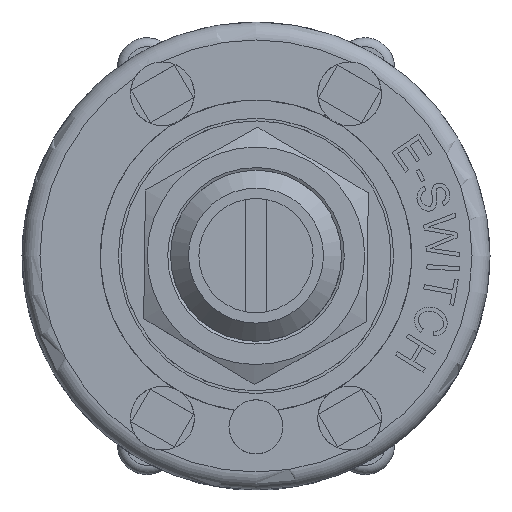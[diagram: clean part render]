
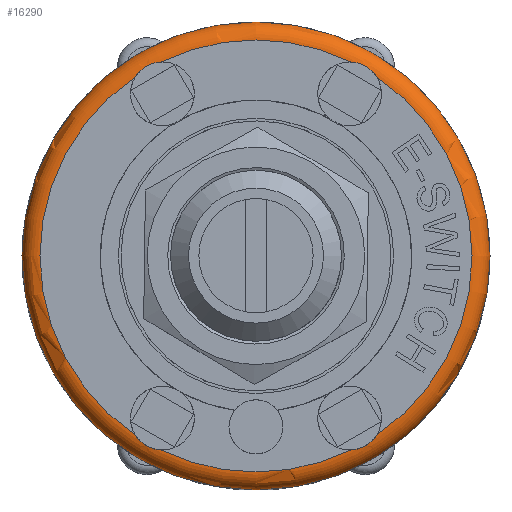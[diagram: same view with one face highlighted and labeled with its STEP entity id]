
A CAD part, top view. The second image highlights one B-rep face of the part: STEP entity #16290.
In plain terms, the highlighted toroidal (fillet/blend) face has major radius 12 mm and minor radius 1 mm.
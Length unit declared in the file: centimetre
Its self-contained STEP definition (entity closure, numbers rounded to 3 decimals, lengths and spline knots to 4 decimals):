
#26=TOROIDAL_SURFACE('',#17229,1.2,0.1);
#683=B_SPLINE_CURVE_WITH_KNOTS('',3,(#27921,#27922,#27923,#27924,#27925,
#27926,#27927,#27928,#27929,#27930,#27931,#27932),.UNSPECIFIED.,.F.,.F.,
(4,2,2,2,2,4),(-0.2692,-0.2446,-0.216,
-0.1921,-0.1645,-0.1357),.UNSPECIFIED.);
#684=B_SPLINE_CURVE_WITH_KNOTS('',3,(#27944,#27945,#27946,#27947,#27948,
#27949,#27950,#27951,#27952,#27953,#27954,#27955),.UNSPECIFIED.,.F.,.F.,
(4,2,2,2,2,4),(-0.2692,-0.2446,-0.216,
-0.1921,-0.1645,-0.1357),.UNSPECIFIED.);
#685=B_SPLINE_CURVE_WITH_KNOTS('',3,(#27972,#27973,#27974,#27975,#27976,
#27977,#27978,#27979,#27980,#27981,#27982,#27983),.UNSPECIFIED.,.F.,.F.,
(4,2,2,2,2,4),(-0.2692,-0.2446,-0.216,
-0.1921,-0.1645,-0.1357),.UNSPECIFIED.);
#686=B_SPLINE_CURVE_WITH_KNOTS('',3,(#28005,#28006,#28007,#28008,#28009,
#28010,#28011,#28012,#28013,#28014,#28015,#28016),.UNSPECIFIED.,.F.,.F.,
(4,2,2,2,2,4),(-0.2692,-0.2446,-0.216,
-0.1921,-0.1645,-0.1357),.UNSPECIFIED.);
#1596=FACE_OUTER_BOUND('',#2559,.T.);
#2559=EDGE_LOOP('',(#14574,#14575,#14576,#14577,#14578,#14579,#14580,#14581,
#14582,#14583,#14584,#14585));
#6268=CIRCLE('',#17182,1.3);
#6295=CIRCLE('',#17230,0.1);
#6296=CIRCLE('',#17231,1.2);
#6297=CIRCLE('',#17232,1.2);
#6298=CIRCLE('',#17233,1.2);
#6299=CIRCLE('',#17234,1.2);
#6300=CIRCLE('',#17235,1.2);
#7803=VERTEX_POINT('',#27883);
#7811=VERTEX_POINT('',#27919);
#7812=VERTEX_POINT('',#27920);
#7815=VERTEX_POINT('',#27942);
#7816=VERTEX_POINT('',#27943);
#7821=VERTEX_POINT('',#27970);
#7822=VERTEX_POINT('',#27971);
#7829=VERTEX_POINT('',#28003);
#7830=VERTEX_POINT('',#28004);
#7833=VERTEX_POINT('',#28026);
#10096=EDGE_CURVE('',#7803,#7803,#6268,.T.);
#10114=EDGE_CURVE('',#7811,#7812,#683,.T.);
#10120=EDGE_CURVE('',#7815,#7816,#684,.T.);
#10128=EDGE_CURVE('',#7821,#7822,#685,.T.);
#10138=EDGE_CURVE('',#7829,#7830,#686,.T.);
#10144=EDGE_CURVE('',#7803,#7833,#6295,.T.);
#10145=EDGE_CURVE('',#7833,#7821,#6296,.T.);
#10146=EDGE_CURVE('',#7822,#7815,#6297,.T.);
#10147=EDGE_CURVE('',#7816,#7811,#6298,.T.);
#10148=EDGE_CURVE('',#7812,#7829,#6299,.T.);
#10149=EDGE_CURVE('',#7830,#7833,#6300,.T.);
#14574=ORIENTED_EDGE('',*,*,#10096,.T.);
#14575=ORIENTED_EDGE('',*,*,#10144,.T.);
#14576=ORIENTED_EDGE('',*,*,#10145,.T.);
#14577=ORIENTED_EDGE('',*,*,#10128,.T.);
#14578=ORIENTED_EDGE('',*,*,#10146,.T.);
#14579=ORIENTED_EDGE('',*,*,#10120,.T.);
#14580=ORIENTED_EDGE('',*,*,#10147,.T.);
#14581=ORIENTED_EDGE('',*,*,#10114,.T.);
#14582=ORIENTED_EDGE('',*,*,#10148,.T.);
#14583=ORIENTED_EDGE('',*,*,#10138,.T.);
#14584=ORIENTED_EDGE('',*,*,#10149,.T.);
#14585=ORIENTED_EDGE('',*,*,#10144,.F.);
#16290=ADVANCED_FACE('',(#1596),#26,.T.);
#17182=AXIS2_PLACEMENT_3D('',#27884,#20643,#20644);
#17229=AXIS2_PLACEMENT_3D('',#28025,#20754,#20755);
#17230=AXIS2_PLACEMENT_3D('',#28027,#20756,#20757);
#17231=AXIS2_PLACEMENT_3D('',#28028,#20758,#20759);
#17232=AXIS2_PLACEMENT_3D('',#28029,#20760,#20761);
#17233=AXIS2_PLACEMENT_3D('',#28030,#20762,#20763);
#17234=AXIS2_PLACEMENT_3D('',#28031,#20764,#20765);
#17235=AXIS2_PLACEMENT_3D('',#28032,#20766,#20767);
#20643=DIRECTION('center_axis',(0.,0.,1.));
#20644=DIRECTION('ref_axis',(-1.,0.,0.));
#20754=DIRECTION('center_axis',(0.,0.,-1.));
#20755=DIRECTION('ref_axis',(-1.,0.,0.));
#20756=DIRECTION('center_axis',(0.,-1.,0.));
#20757=DIRECTION('ref_axis',(1.,0.,0.));
#20758=DIRECTION('center_axis',(0.,0.,-1.));
#20759=DIRECTION('ref_axis',(-1.,0.,0.));
#20760=DIRECTION('center_axis',(0.,0.,-1.));
#20761=DIRECTION('ref_axis',(-1.,0.,0.));
#20762=DIRECTION('center_axis',(0.,0.,-1.));
#20763=DIRECTION('ref_axis',(-1.,0.,0.));
#20764=DIRECTION('center_axis',(0.,0.,-1.));
#20765=DIRECTION('ref_axis',(-1.,0.,0.));
#20766=DIRECTION('center_axis',(0.,0.,-1.));
#20767=DIRECTION('ref_axis',(-1.,0.,0.));
#27883=CARTESIAN_POINT('',(1.3,0.,0.95));
#27884=CARTESIAN_POINT('Origin',(0.,0.,0.95));
#27919=CARTESIAN_POINT('',(-0.67,0.9955,1.05));
#27920=CARTESIAN_POINT('',(-0.5271,1.078,1.05));
#27921=CARTESIAN_POINT('Ctrl Pts',(-0.67,0.9955,
1.05));
#27922=CARTESIAN_POINT('Ctrl Pts',(-0.6646,1.0041,
1.05));
#27923=CARTESIAN_POINT('Ctrl Pts',(-0.6583,1.0124,
1.0498));
#27924=CARTESIAN_POINT('Ctrl Pts',(-0.6428,1.0294,
1.0491));
#27925=CARTESIAN_POINT('Ctrl Pts',(-0.6335,1.0377,
1.0488));
#27926=CARTESIAN_POINT('Ctrl Pts',(-0.615,1.051,1.0484));
#27927=CARTESIAN_POINT('Ctrl Pts',(-0.6061,1.0563,
1.0484));
#27928=CARTESIAN_POINT('Ctrl Pts',(-0.5859,1.0659,1.0487));
#27929=CARTESIAN_POINT('Ctrl Pts',(-0.5747,1.07,1.049));
#27930=CARTESIAN_POINT('Ctrl Pts',(-0.551,1.0759,1.0497));
#27931=CARTESIAN_POINT('Ctrl Pts',(-0.539,1.0775,
1.05));
#27932=CARTESIAN_POINT('Ctrl Pts',(-0.5271,1.078,
1.05));
#27942=CARTESIAN_POINT('',(-0.5271,-1.078,1.05));
#27943=CARTESIAN_POINT('',(-0.67,-0.9955,1.05));
#27944=CARTESIAN_POINT('Ctrl Pts',(-0.5271,-1.078,
1.05));
#27945=CARTESIAN_POINT('Ctrl Pts',(-0.5373,-1.0776,
1.05));
#27946=CARTESIAN_POINT('Ctrl Pts',(-0.5476,-1.0763,
1.0498));
#27947=CARTESIAN_POINT('Ctrl Pts',(-0.5701,-1.0714,1.0491));
#27948=CARTESIAN_POINT('Ctrl Pts',(-0.5819,-1.0675,
1.0488));
#27949=CARTESIAN_POINT('Ctrl Pts',(-0.6027,-1.0581,
1.0484));
#27950=CARTESIAN_POINT('Ctrl Pts',(-0.6117,-1.053,
1.0484));
#27951=CARTESIAN_POINT('Ctrl Pts',(-0.6301,-1.0404,
1.0487));
#27952=CARTESIAN_POINT('Ctrl Pts',(-0.6393,-1.0327,
1.049));
#27953=CARTESIAN_POINT('Ctrl Pts',(-0.6562,-1.0151,
1.0497));
#27954=CARTESIAN_POINT('Ctrl Pts',(-0.6637,-1.0055,
1.05));
#27955=CARTESIAN_POINT('Ctrl Pts',(-0.67,-0.9955,
1.05));
#27970=CARTESIAN_POINT('',(0.67,-0.9955,1.05));
#27971=CARTESIAN_POINT('',(0.5271,-1.078,1.05));
#27972=CARTESIAN_POINT('Ctrl Pts',(0.67,-0.9955,
1.05));
#27973=CARTESIAN_POINT('Ctrl Pts',(0.6646,-1.0041,
1.05));
#27974=CARTESIAN_POINT('Ctrl Pts',(0.6583,-1.0124,
1.0498));
#27975=CARTESIAN_POINT('Ctrl Pts',(0.6428,-1.0294,
1.0491));
#27976=CARTESIAN_POINT('Ctrl Pts',(0.6335,-1.0377,
1.0488));
#27977=CARTESIAN_POINT('Ctrl Pts',(0.615,-1.051,
1.0484));
#27978=CARTESIAN_POINT('Ctrl Pts',(0.6061,-1.0563,
1.0484));
#27979=CARTESIAN_POINT('Ctrl Pts',(0.5859,-1.0659,1.0487));
#27980=CARTESIAN_POINT('Ctrl Pts',(0.5747,-1.07,1.049));
#27981=CARTESIAN_POINT('Ctrl Pts',(0.551,-1.0759,
1.0497));
#27982=CARTESIAN_POINT('Ctrl Pts',(0.539,-1.0775,
1.05));
#27983=CARTESIAN_POINT('Ctrl Pts',(0.5271,-1.078,
1.05));
#28003=CARTESIAN_POINT('',(0.5271,1.078,1.05));
#28004=CARTESIAN_POINT('',(0.67,0.9955,1.05));
#28005=CARTESIAN_POINT('Ctrl Pts',(0.5271,1.078,1.05));
#28006=CARTESIAN_POINT('Ctrl Pts',(0.5373,1.0776,1.05));
#28007=CARTESIAN_POINT('Ctrl Pts',(0.5476,1.0763,1.0498));
#28008=CARTESIAN_POINT('Ctrl Pts',(0.5701,1.0714,1.0491));
#28009=CARTESIAN_POINT('Ctrl Pts',(0.5819,1.0675,1.0488));
#28010=CARTESIAN_POINT('Ctrl Pts',(0.6027,1.0581,1.0484));
#28011=CARTESIAN_POINT('Ctrl Pts',(0.6117,1.053,1.0484));
#28012=CARTESIAN_POINT('Ctrl Pts',(0.6301,1.0404,1.0487));
#28013=CARTESIAN_POINT('Ctrl Pts',(0.6393,1.0327,1.049));
#28014=CARTESIAN_POINT('Ctrl Pts',(0.6562,1.0151,1.0497));
#28015=CARTESIAN_POINT('Ctrl Pts',(0.6637,1.0055,1.05));
#28016=CARTESIAN_POINT('Ctrl Pts',(0.67,0.9955,
1.05));
#28025=CARTESIAN_POINT('Origin',(0.,0.,0.95));
#28026=CARTESIAN_POINT('',(1.2,0.,1.05));
#28027=CARTESIAN_POINT('Origin',(1.2,0.,0.95));
#28028=CARTESIAN_POINT('Origin',(0.,0.,1.05));
#28029=CARTESIAN_POINT('Origin',(0.,0.,1.05));
#28030=CARTESIAN_POINT('Origin',(0.,0.,1.05));
#28031=CARTESIAN_POINT('Origin',(0.,0.,1.05));
#28032=CARTESIAN_POINT('Origin',(0.,0.,1.05));
